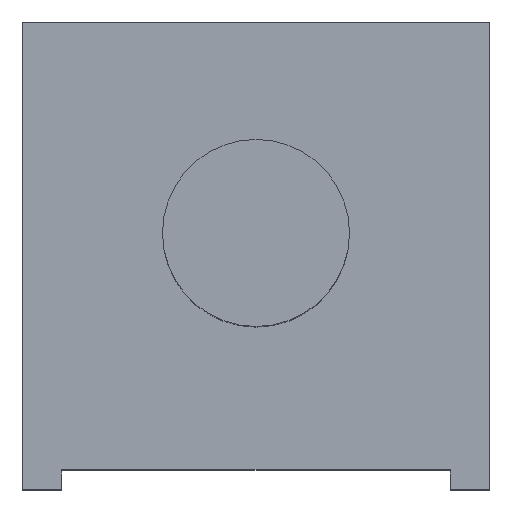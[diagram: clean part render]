
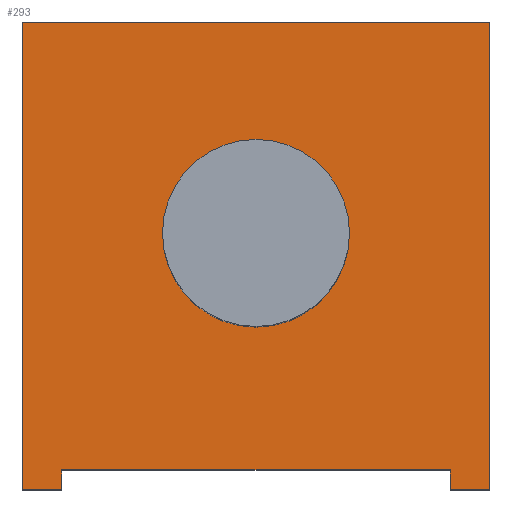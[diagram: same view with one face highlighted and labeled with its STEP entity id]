
A CAD part, top view. The second image highlights one B-rep face of the part: STEP entity #293.
In plain terms, the highlighted planar face has unit normal (0, 0, 1).
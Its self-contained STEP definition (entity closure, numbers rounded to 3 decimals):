
#43=FACE_OUTER_BOUND('',#65,.T.);
#65=EDGE_LOOP('',(#227,#228,#229,#230,#231,#232,#233,#234));
#81=LINE('',#453,#109);
#84=LINE('',#459,#112);
#87=LINE('',#465,#115);
#90=LINE('',#471,#118);
#93=LINE('',#477,#121);
#96=LINE('',#483,#124);
#99=LINE('',#489,#127);
#102=LINE('',#493,#130);
#109=VECTOR('',#361,10.);
#112=VECTOR('',#366,10.);
#115=VECTOR('',#371,10.);
#118=VECTOR('',#376,10.);
#121=VECTOR('',#381,10.);
#124=VECTOR('',#386,10.);
#127=VECTOR('',#391,10.);
#130=VECTOR('',#396,10.);
#137=VERTEX_POINT('',#450);
#138=VERTEX_POINT('',#452);
#140=VERTEX_POINT('',#458);
#142=VERTEX_POINT('',#464);
#144=VERTEX_POINT('',#470);
#146=VERTEX_POINT('',#476);
#148=VERTEX_POINT('',#482);
#150=VERTEX_POINT('',#488);
#161=EDGE_CURVE('',#138,#137,#81,.T.);
#164=EDGE_CURVE('',#140,#138,#84,.T.);
#167=EDGE_CURVE('',#142,#140,#87,.T.);
#170=EDGE_CURVE('',#144,#142,#90,.T.);
#173=EDGE_CURVE('',#146,#144,#93,.T.);
#176=EDGE_CURVE('',#148,#146,#96,.T.);
#179=EDGE_CURVE('',#150,#148,#99,.T.);
#182=EDGE_CURVE('',#137,#150,#102,.T.);
#227=ORIENTED_EDGE('',*,*,#182,.T.);
#228=ORIENTED_EDGE('',*,*,#179,.T.);
#229=ORIENTED_EDGE('',*,*,#176,.T.);
#230=ORIENTED_EDGE('',*,*,#173,.T.);
#231=ORIENTED_EDGE('',*,*,#170,.T.);
#232=ORIENTED_EDGE('',*,*,#167,.T.);
#233=ORIENTED_EDGE('',*,*,#164,.T.);
#234=ORIENTED_EDGE('',*,*,#161,.T.);
#275=PLANE('',#333);
#293=ADVANCED_FACE('',(#43),#275,.T.);
#333=AXIS2_PLACEMENT_3D('',#494,#397,#398);
#361=DIRECTION('',(0.,-1.,0.));
#366=DIRECTION('',(1.,0.,0.));
#371=DIRECTION('',(0.,1.,0.));
#376=DIRECTION('',(1.,0.,0.));
#381=DIRECTION('',(0.,-1.,0.));
#386=DIRECTION('',(-1.,0.,0.));
#391=DIRECTION('',(0.,1.,0.));
#396=DIRECTION('',(1.,0.,0.));
#397=DIRECTION('center_axis',(0.,0.,1.));
#398=DIRECTION('ref_axis',(1.,0.,0.));
#450=CARTESIAN_POINT('',(3.95,-4.75,5.));
#452=CARTESIAN_POINT('',(3.95,-4.35,5.));
#453=CARTESIAN_POINT('',(3.95,-4.75,5.));
#458=CARTESIAN_POINT('',(-3.95,-4.35,5.));
#459=CARTESIAN_POINT('',(-3.95,-4.35,5.));
#464=CARTESIAN_POINT('',(-3.95,-4.75,5.));
#465=CARTESIAN_POINT('',(-3.95,-4.75,5.));
#470=CARTESIAN_POINT('',(-4.75,-4.75,5.));
#471=CARTESIAN_POINT('',(-4.75,-4.75,5.));
#476=CARTESIAN_POINT('',(-4.75,4.75,5.));
#477=CARTESIAN_POINT('',(-4.75,4.75,5.));
#482=CARTESIAN_POINT('',(4.75,4.75,5.));
#483=CARTESIAN_POINT('',(4.75,4.75,5.));
#488=CARTESIAN_POINT('',(4.75,-4.75,5.));
#489=CARTESIAN_POINT('',(4.75,-4.75,5.));
#493=CARTESIAN_POINT('',(-4.75,-4.75,5.));
#494=CARTESIAN_POINT('Origin',(0.,0.,5.));
